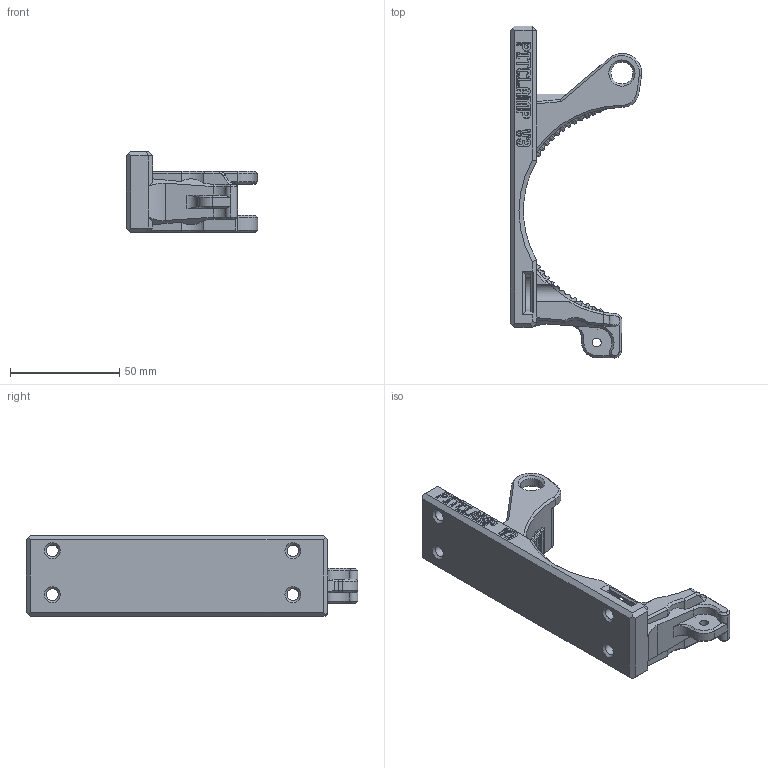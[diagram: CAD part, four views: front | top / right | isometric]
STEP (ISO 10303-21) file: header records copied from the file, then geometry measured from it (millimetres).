
FILE_DESCRIPTION(/* description */ ('Unknown'),/* implementation_level */ '2;1');
FILE_NAME(/* name */ 'PitClamp_v3_Ring_Base_M5',/* time_stamp */ '2024-04-24T00:42:59+03:00',/* author */ ('Unknown'),/* organization */ ('Unknown'),/* preprocessor_version */ 'ST-DEVELOPER v18.102',/* originating_system */ 'Solid Edge',/* authorisation */ 'Unknown');
FILE_SCHEMA (('AUTOMOTIVE_DESIGN {1 0 10303 214 3 1 1}'));
Length unit declared in the file: millimetre
Products named in the file (1): PitClamp_v3_Ring_Base_M5
Bounding box: 60 x 151.73 x 37 mm (x, y, z)
Volume: 81010.3 mm3; surface area: 23756.8 mm2
Topology: 1 solids, 1 shells, 632 faces, 1654 edges, 1038 vertices
Faces by surface type: plane 350, cylinder 180, cone 92, sphere 8, bspline 2
Full cylindrical faces by diameter (mm): 4 x1, 5.3 x4, 9 x2, 10 x2
Entity records: 24913 total; most frequent: CARTESIAN_POINT 5866, ORIENTED_EDGE 3268, DIRECTION 2646, EDGE_CURVE 1634, VERTEX_POINT 1034, LINE 908, VECTOR 908, AXIS2_PLACEMENT_3D 869
